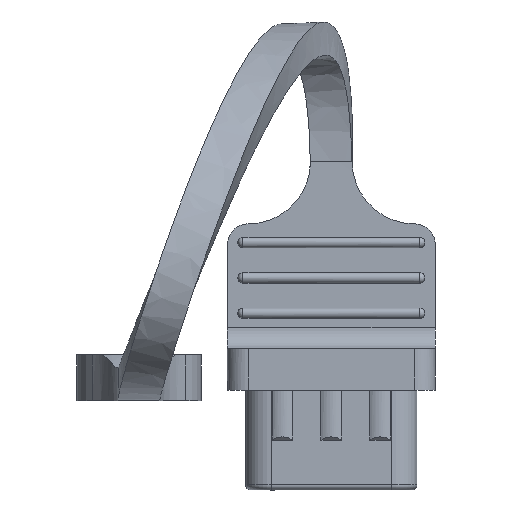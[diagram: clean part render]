
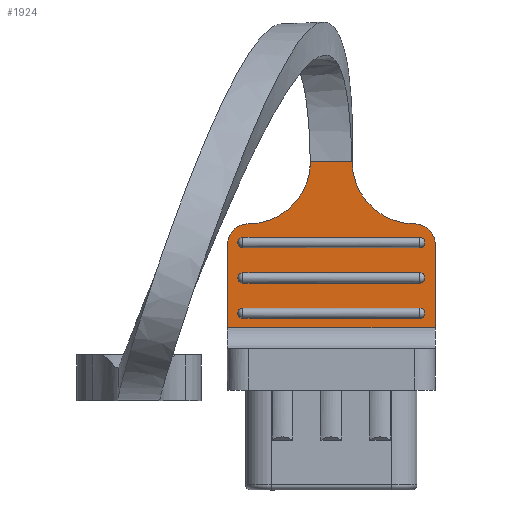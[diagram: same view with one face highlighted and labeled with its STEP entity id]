
A CAD part, front view. The second image highlights one B-rep face of the part: STEP entity #1924.
In plain terms, the highlighted planar face has unit normal (0, -1, 0).
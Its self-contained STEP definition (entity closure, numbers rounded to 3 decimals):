
#138=FACE_BOUND('',#279,.T.);
#139=FACE_BOUND('',#280,.T.);
#140=FACE_BOUND('',#281,.T.);
#157=FACE_OUTER_BOUND('',#278,.T.);
#278=EDGE_LOOP('',(#1367,#1368,#1369,#1370,#1371,#1372,#1373,#1374,#1375,
#1376));
#279=EDGE_LOOP('',(#1377,#1378,#1379,#1380));
#280=EDGE_LOOP('',(#1381,#1382,#1383,#1384));
#281=EDGE_LOOP('',(#1385,#1386,#1387,#1388));
#415=CIRCLE('',#2095,3.);
#416=CIRCLE('',#2096,1.);
#417=CIRCLE('',#2097,1.);
#418=CIRCLE('',#2098,3.);
#419=CIRCLE('',#2099,0.25);
#420=CIRCLE('',#2100,0.25);
#421=CIRCLE('',#2101,0.25);
#422=CIRCLE('',#2102,0.25);
#423=CIRCLE('',#2103,0.25);
#424=CIRCLE('',#2104,0.25);
#503=LINE('',#2960,#655);
#507=LINE('',#2968,#659);
#538=LINE('',#3059,#690);
#539=LINE('',#3061,#691);
#540=LINE('',#3063,#692);
#541=LINE('',#3067,#693);
#542=LINE('',#3070,#694);
#543=LINE('',#3074,#695);
#544=LINE('',#3080,#696);
#545=LINE('',#3083,#697);
#546=LINE('',#3088,#698);
#547=LINE('',#3091,#699);
#655=VECTOR('',#2338,1000.);
#659=VECTOR('',#2344,1000.);
#690=VECTOR('',#2413,1000.);
#691=VECTOR('',#2414,1000.);
#692=VECTOR('',#2415,1000.);
#693=VECTOR('',#2420,1000.);
#694=VECTOR('',#2421,1000.);
#695=VECTOR('',#2424,1000.);
#696=VECTOR('',#2429,1000.);
#697=VECTOR('',#2432,1000.);
#698=VECTOR('',#2435,1000.);
#699=VECTOR('',#2438,1000.);
#816=VERTEX_POINT('',#2956);
#818=VERTEX_POINT('',#2959);
#820=VERTEX_POINT('',#2964);
#821=VERTEX_POINT('',#2966);
#860=VERTEX_POINT('',#3054);
#861=VERTEX_POINT('',#3056);
#862=VERTEX_POINT('',#3058);
#863=VERTEX_POINT('',#3060);
#864=VERTEX_POINT('',#3062);
#865=VERTEX_POINT('',#3064);
#866=VERTEX_POINT('',#3068);
#867=VERTEX_POINT('',#3069);
#868=VERTEX_POINT('',#3071);
#869=VERTEX_POINT('',#3073);
#870=VERTEX_POINT('',#3076);
#871=VERTEX_POINT('',#3077);
#872=VERTEX_POINT('',#3079);
#873=VERTEX_POINT('',#3081);
#874=VERTEX_POINT('',#3084);
#875=VERTEX_POINT('',#3085);
#876=VERTEX_POINT('',#3087);
#877=VERTEX_POINT('',#3089);
#1008=EDGE_CURVE('',#816,#818,#503,.T.);
#1012=EDGE_CURVE('',#821,#820,#507,.T.);
#1055=EDGE_CURVE('',#821,#860,#415,.T.);
#1056=EDGE_CURVE('',#860,#861,#416,.T.);
#1057=EDGE_CURVE('',#861,#862,#538,.T.);
#1058=EDGE_CURVE('',#862,#863,#539,.T.);
#1059=EDGE_CURVE('',#863,#864,#540,.T.);
#1060=EDGE_CURVE('',#864,#865,#417,.T.);
#1061=EDGE_CURVE('',#865,#818,#418,.T.);
#1062=EDGE_CURVE('',#820,#816,#541,.T.);
#1063=EDGE_CURVE('',#866,#867,#542,.T.);
#1064=EDGE_CURVE('',#866,#868,#419,.T.);
#1065=EDGE_CURVE('',#869,#868,#543,.T.);
#1066=EDGE_CURVE('',#869,#867,#420,.T.);
#1067=EDGE_CURVE('',#870,#871,#421,.T.);
#1068=EDGE_CURVE('',#872,#871,#544,.T.);
#1069=EDGE_CURVE('',#872,#873,#422,.T.);
#1070=EDGE_CURVE('',#870,#873,#545,.T.);
#1071=EDGE_CURVE('',#874,#875,#423,.T.);
#1072=EDGE_CURVE('',#876,#875,#546,.T.);
#1073=EDGE_CURVE('',#876,#877,#424,.T.);
#1074=EDGE_CURVE('',#874,#877,#547,.T.);
#1367=ORIENTED_EDGE('',*,*,#1012,.F.);
#1368=ORIENTED_EDGE('',*,*,#1055,.T.);
#1369=ORIENTED_EDGE('',*,*,#1056,.T.);
#1370=ORIENTED_EDGE('',*,*,#1057,.T.);
#1371=ORIENTED_EDGE('',*,*,#1058,.T.);
#1372=ORIENTED_EDGE('',*,*,#1059,.T.);
#1373=ORIENTED_EDGE('',*,*,#1060,.T.);
#1374=ORIENTED_EDGE('',*,*,#1061,.T.);
#1375=ORIENTED_EDGE('',*,*,#1008,.F.);
#1376=ORIENTED_EDGE('',*,*,#1062,.F.);
#1377=ORIENTED_EDGE('',*,*,#1063,.F.);
#1378=ORIENTED_EDGE('',*,*,#1064,.T.);
#1379=ORIENTED_EDGE('',*,*,#1065,.F.);
#1380=ORIENTED_EDGE('',*,*,#1066,.T.);
#1381=ORIENTED_EDGE('',*,*,#1067,.T.);
#1382=ORIENTED_EDGE('',*,*,#1068,.F.);
#1383=ORIENTED_EDGE('',*,*,#1069,.T.);
#1384=ORIENTED_EDGE('',*,*,#1070,.F.);
#1385=ORIENTED_EDGE('',*,*,#1071,.T.);
#1386=ORIENTED_EDGE('',*,*,#1072,.F.);
#1387=ORIENTED_EDGE('',*,*,#1073,.T.);
#1388=ORIENTED_EDGE('',*,*,#1074,.F.);
#1875=PLANE('',#2094);
#1924=ADVANCED_FACE('',(#157,#138,#139,#140),#1875,.T.);
#2094=AXIS2_PLACEMENT_3D('',#3053,#2407,#2408);
#2095=AXIS2_PLACEMENT_3D('',#3055,#2409,#2410);
#2096=AXIS2_PLACEMENT_3D('',#3057,#2411,#2412);
#2097=AXIS2_PLACEMENT_3D('',#3065,#2416,#2417);
#2098=AXIS2_PLACEMENT_3D('',#3066,#2418,#2419);
#2099=AXIS2_PLACEMENT_3D('',#3072,#2422,#2423);
#2100=AXIS2_PLACEMENT_3D('',#3075,#2425,#2426);
#2101=AXIS2_PLACEMENT_3D('',#3078,#2427,#2428);
#2102=AXIS2_PLACEMENT_3D('',#3082,#2430,#2431);
#2103=AXIS2_PLACEMENT_3D('',#3086,#2433,#2434);
#2104=AXIS2_PLACEMENT_3D('',#3090,#2436,#2437);
#2338=DIRECTION('',(1.,0.,0.));
#2344=DIRECTION('',(1.,0.,0.));
#2407=DIRECTION('center_axis',(0.,-1.,0.));
#2408=DIRECTION('ref_axis',(1.,0.,0.));
#2409=DIRECTION('center_axis',(0.,1.,0.));
#2410=DIRECTION('ref_axis',(1.,0.,0.));
#2411=DIRECTION('center_axis',(0.,-1.,0.));
#2412=DIRECTION('ref_axis',(1.,0.,0.));
#2413=DIRECTION('',(0.,0.,-1.));
#2414=DIRECTION('',(1.,0.,0.));
#2415=DIRECTION('',(0.,0.,1.));
#2416=DIRECTION('center_axis',(0.,-1.,0.));
#2417=DIRECTION('ref_axis',(1.,0.,0.));
#2418=DIRECTION('center_axis',(0.,1.,0.));
#2419=DIRECTION('ref_axis',(1.,0.,0.));
#2420=DIRECTION('',(1.,0.,0.));
#2421=DIRECTION('',(-1.,0.,0.));
#2422=DIRECTION('center_axis',(0.,1.,0.));
#2423=DIRECTION('ref_axis',(1.,0.,0.));
#2424=DIRECTION('',(1.,0.,0.));
#2425=DIRECTION('center_axis',(0.,1.,0.));
#2426=DIRECTION('ref_axis',(1.,0.,0.));
#2427=DIRECTION('center_axis',(0.,1.,0.));
#2428=DIRECTION('ref_axis',(1.,0.,0.));
#2429=DIRECTION('',(-1.,0.,0.));
#2430=DIRECTION('center_axis',(0.,1.,0.));
#2431=DIRECTION('ref_axis',(1.,0.,0.));
#2432=DIRECTION('',(1.,0.,0.));
#2433=DIRECTION('center_axis',(0.,1.,0.));
#2434=DIRECTION('ref_axis',(1.,0.,0.));
#2435=DIRECTION('',(-1.,0.,0.));
#2436=DIRECTION('center_axis',(0.,1.,0.));
#2437=DIRECTION('ref_axis',(1.,0.,0.));
#2438=DIRECTION('',(1.,0.,0.));
#2956=CARTESIAN_POINT('',(17.372,8.247,13.789));
#2959=CARTESIAN_POINT('',(17.383,8.254,13.789));
#2960=CARTESIAN_POINT('',(16.383,8.254,13.789));
#2964=CARTESIAN_POINT('',(16.378,8.254,13.789));
#2966=CARTESIAN_POINT('',(15.383,8.254,13.789));
#2968=CARTESIAN_POINT('',(16.383,8.254,13.789));
#3053=CARTESIAN_POINT('Origin',(16.383,8.254,52.789));
#3054=CARTESIAN_POINT('',(12.383,8.254,10.789));
#3055=CARTESIAN_POINT('Origin',(12.383,8.254,13.789));
#3056=CARTESIAN_POINT('',(11.383,8.254,9.789));
#3057=CARTESIAN_POINT('Origin',(12.383,8.254,9.789));
#3058=CARTESIAN_POINT('',(11.383,8.254,5.789));
#3059=CARTESIAN_POINT('',(11.383,8.254,4.789));
#3060=CARTESIAN_POINT('',(21.383,8.254,5.789));
#3061=CARTESIAN_POINT('',(21.383,8.254,5.789));
#3062=CARTESIAN_POINT('',(21.383,8.254,9.789));
#3063=CARTESIAN_POINT('',(21.383,8.254,4.789));
#3064=CARTESIAN_POINT('',(20.383,8.254,10.789));
#3065=CARTESIAN_POINT('Origin',(20.383,8.254,9.789));
#3066=CARTESIAN_POINT('Origin',(20.383,8.254,13.789));
#3067=CARTESIAN_POINT('',(16.383,8.254,13.789));
#3068=CARTESIAN_POINT('',(20.633,8.254,6.739));
#3069=CARTESIAN_POINT('',(12.133,8.254,6.739));
#3070=CARTESIAN_POINT('',(11.883,8.254,6.739));
#3071=CARTESIAN_POINT('',(20.633,8.254,6.239));
#3072=CARTESIAN_POINT('Origin',(20.633,8.254,6.489));
#3073=CARTESIAN_POINT('',(12.133,8.254,6.239));
#3074=CARTESIAN_POINT('',(11.883,8.254,6.239));
#3075=CARTESIAN_POINT('Origin',(12.133,8.254,6.489));
#3076=CARTESIAN_POINT('',(12.133,8.254,7.939));
#3077=CARTESIAN_POINT('',(12.133,8.254,8.439));
#3078=CARTESIAN_POINT('Origin',(12.133,8.254,8.189));
#3079=CARTESIAN_POINT('',(20.633,8.254,8.439));
#3080=CARTESIAN_POINT('',(11.883,8.254,8.439));
#3081=CARTESIAN_POINT('',(20.633,8.254,7.939));
#3082=CARTESIAN_POINT('Origin',(20.633,8.254,8.189));
#3083=CARTESIAN_POINT('',(11.883,8.254,7.939));
#3084=CARTESIAN_POINT('',(12.133,8.254,9.639));
#3085=CARTESIAN_POINT('',(12.133,8.254,10.139));
#3086=CARTESIAN_POINT('Origin',(12.133,8.254,9.889));
#3087=CARTESIAN_POINT('',(20.633,8.254,10.139));
#3088=CARTESIAN_POINT('',(11.883,8.254,10.139));
#3089=CARTESIAN_POINT('',(20.633,8.254,9.639));
#3090=CARTESIAN_POINT('Origin',(20.633,8.254,9.889));
#3091=CARTESIAN_POINT('',(11.883,8.254,9.639));
